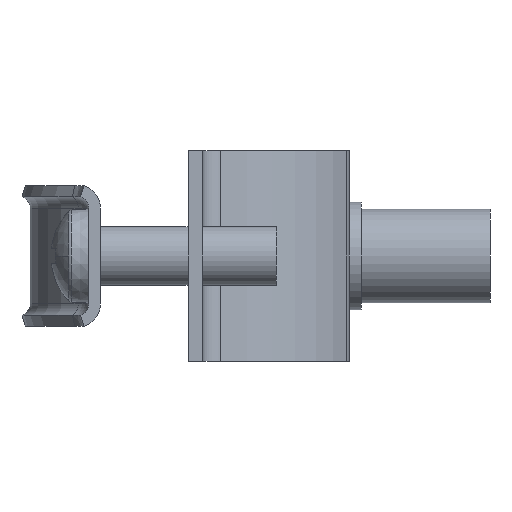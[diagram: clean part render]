
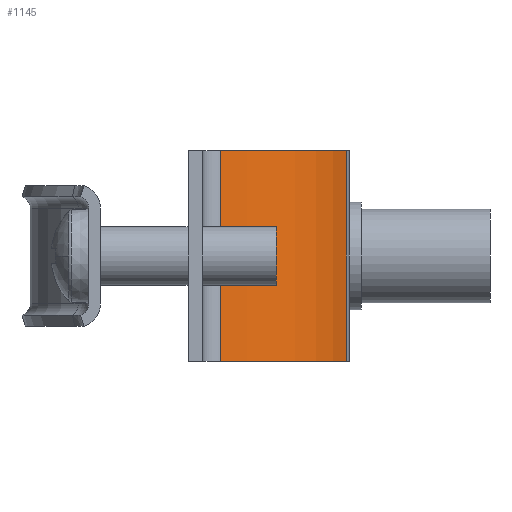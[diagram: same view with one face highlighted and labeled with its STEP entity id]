
A CAD part, left-side view. The second image highlights one B-rep face of the part: STEP entity #1145.
In plain terms, the highlighted cylindrical face has radius 13.75 mm (diameter 27.5 mm), a partial arc.
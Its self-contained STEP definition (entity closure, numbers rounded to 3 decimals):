
#121 = DIRECTION ( 'NONE',  ( 1., 0., 0. ) ) ;
#301 = DIRECTION ( 'NONE',  ( 0., 0., 1. ) ) ;
#346 = DIRECTION ( 'NONE',  ( 0., 0., -1. ) ) ;
#570 = CYLINDRICAL_SURFACE ( 'NONE', #1780, 13.75 ) ;
#576 = DIRECTION ( 'NONE',  ( 1., 0., 0. ) ) ;
#588 = ORIENTED_EDGE ( 'NONE', *, *, #2575, .F. ) ;
#752 = VERTEX_POINT ( 'NONE', #904 ) ;
#829 = AXIS2_PLACEMENT_3D ( 'NONE', #1913, #346, #2163 ) ;
#838 = CARTESIAN_POINT ( 'NONE',  ( -13.471, -2.779, -9. ) ) ;
#849 = VECTOR ( 'NONE', #2261, 1000. ) ;
#893 = EDGE_CURVE ( 'NONE', #3015, #1327, #930, .T. ) ;
#904 = CARTESIAN_POINT ( 'NONE',  ( -5.667, -13.49, 9. ) ) ;
#916 = EDGE_LOOP ( 'NONE', ( #2225, #588, #1731, #2462 ) ) ;
#930 = LINE ( 'NONE', #970, #849 ) ;
#970 = CARTESIAN_POINT ( 'NONE',  ( -13.471, -2.779, 9. ) ) ;
#1145 = ADVANCED_FACE ( 'NONE', ( #2118 ), #570, .T. ) ;
#1327 = VERTEX_POINT ( 'NONE', #838 ) ;
#1351 = EDGE_CURVE ( 'NONE', #1451, #1327, #2152, .T. ) ;
#1443 = CARTESIAN_POINT ( 'NONE',  ( -5.667, -13.49, 9. ) ) ;
#1451 = VERTEX_POINT ( 'NONE', #2719 ) ;
#1584 = LINE ( 'NONE', #1443, #2859 ) ;
#1687 = DIRECTION ( 'NONE',  ( 0., 0., 1. ) ) ;
#1731 = ORIENTED_EDGE ( 'NONE', *, *, #3137, .F. ) ;
#1780 = AXIS2_PLACEMENT_3D ( 'NONE', #2900, #301, #576 ) ;
#1913 = CARTESIAN_POINT ( 'NONE',  ( 0.169, -1.04, -9. ) ) ;
#2118 = FACE_OUTER_BOUND ( 'NONE', #916, .T. ) ;
#2152 = CIRCLE ( 'NONE', #829, 13.75 ) ;
#2163 = DIRECTION ( 'NONE',  ( 1., 0., 0. ) ) ;
#2225 = ORIENTED_EDGE ( 'NONE', *, *, #1351, .F. ) ;
#2261 = DIRECTION ( 'NONE',  ( 0., 0., -1. ) ) ;
#2331 = CIRCLE ( 'NONE', #3253, 13.75 ) ;
#2462 = ORIENTED_EDGE ( 'NONE', *, *, #893, .T. ) ;
#2475 = DIRECTION ( 'NONE',  ( 0., 0., -1. ) ) ;
#2575 = EDGE_CURVE ( 'NONE', #752, #1451, #1584, .T. ) ;
#2719 = CARTESIAN_POINT ( 'NONE',  ( -5.667, -13.49, -9. ) ) ;
#2859 = VECTOR ( 'NONE', #2475, 1000. ) ;
#2900 = CARTESIAN_POINT ( 'NONE',  ( 0.169, -1.04, -22.839 ) ) ;
#2915 = CARTESIAN_POINT ( 'NONE',  ( -13.471, -2.779, 9. ) ) ;
#3015 = VERTEX_POINT ( 'NONE', #2915 ) ;
#3137 = EDGE_CURVE ( 'NONE', #3015, #752, #2331, .T. ) ;
#3206 = CARTESIAN_POINT ( 'NONE',  ( 0.169, -1.04, 9. ) ) ;
#3253 = AXIS2_PLACEMENT_3D ( 'NONE', #3206, #1687, #121 ) ;
